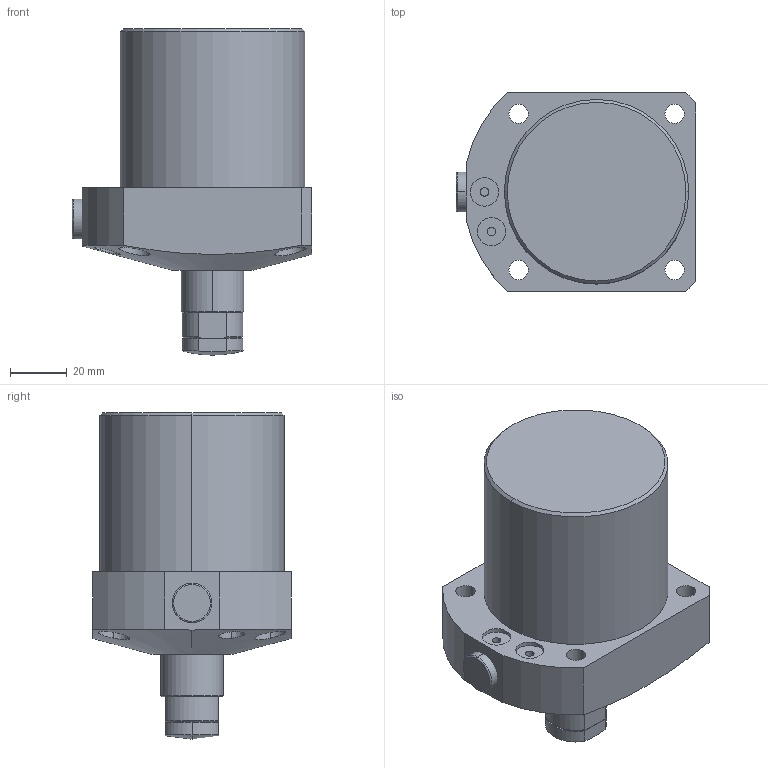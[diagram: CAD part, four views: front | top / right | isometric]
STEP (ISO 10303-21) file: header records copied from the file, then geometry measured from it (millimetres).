
FILE_DESCRIPTION (( 'STEP AP203' ), '1' );
FILE_NAME ('HSF-065AL-C.STEP', '2019-10-11T11:42:03', ( '微软用户' ), ( '微软中国' ), 'SwSTEP 2.0', 'SolidWorks 2012', '' );
FILE_SCHEMA (( 'CONFIG_CONTROL_DESIGN' ));
Length unit declared in the file: millimetre
Products named in the file (5): HSF-065AL-C掛极; HSF-065AL活塞杆; HSF-065AL埴芛蹟邡; HSF-040油塞; HSF-065AL-C
Assembly tree (4 placements, depth 2):
  HSF-065AL-C
    HSF-065AL-C掛极
    HSF-065AL活塞杆
    HSF-065AL埴芛蹟邡
    HSF-040油塞
Bounding box: 84.5 x 70 x 115 mm (x, y, z)
Volume: 326351.8 mm3; surface area: 37875 mm2
Topology: 4 solids, 4 shells, 104 faces, 230 edges, 145 vertices
Faces by surface type: cylinder 51, plane 31, cone 18, sphere 2, torus 2
Entity records: 3826 total; most frequent: CARTESIAN_POINT 944, DIRECTION 545, ORIENTED_EDGE 448, AXIS2_PLACEMENT_3D 230, EDGE_CURVE 224, VERTEX_POINT 145, EDGE_LOOP 129, CIRCLE 119
